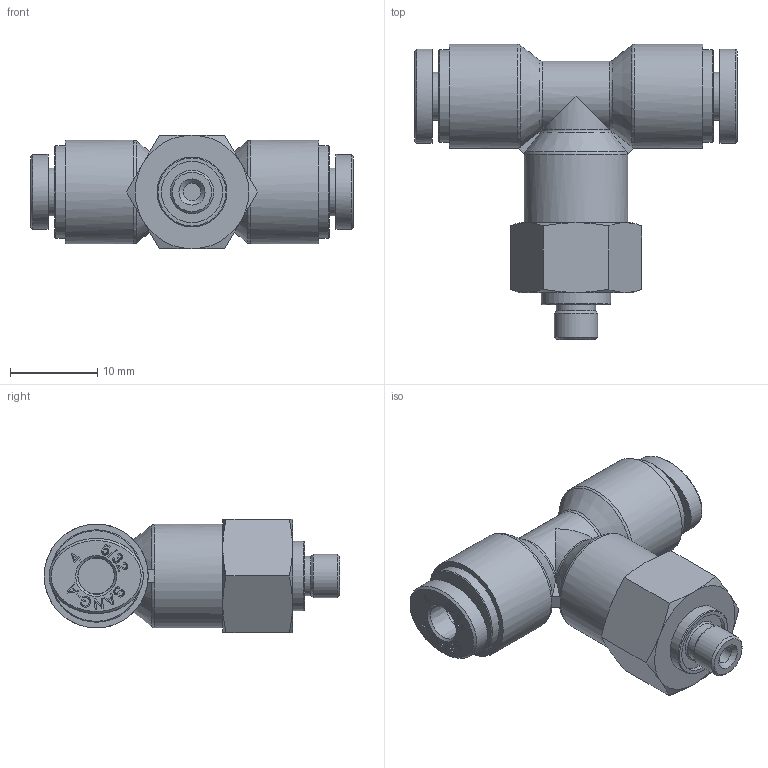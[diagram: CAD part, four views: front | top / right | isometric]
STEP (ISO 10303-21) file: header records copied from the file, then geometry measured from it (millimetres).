
FILE_DESCRIPTION((''),'2;1');
FILE_NAME('HR-PT 04M5.stp','2020-03-19T11:11:29',('user'),(''),'Autodesk Inventor 2013','Autodesk Inventor 2013','');
FILE_SCHEMA(('AUTOMOTIVE_DESIGN { 1 0 10303 214 1 1 1 1 }'));
Length unit declared in the file: millimetre
Products named in the file (6): 조립품2; HR-PUT 04 BODY; HR-COLLAR 04; HR-Collar 04L(SUS); HR-SLEEVE 04; HR-PL BODY 04M5
Assembly tree (6 placements, depth 3):
  조립품2
    HR-PUT 04 BODY
    HR-COLLAR 04  x2
      HR-Collar 04L(SUS)
      HR-SLEEVE 04
    HR-PL BODY 04M5
Bounding box: 37 x 33.85 x 13 mm (x, y, z)
Volume: 4920.9 mm3; surface area: 3854.5 mm2
Topology: 6 solids, 7 shells, 394 faces, 1025 edges, 680 vertices
Faces by surface type: plane 214, bspline 122, cone 28, cylinder 20, torus 9, sphere 1
Full cylindrical faces by diameter (mm): 2 x1, 4.179 x2, 4.2 x3, 4.5 x1, 5 x1, 5.5 x2, 7 x1, 8 x1, 10.6 x2, 11.9 x3
Entity records: 7407 total; most frequent: CARTESIAN_POINT 2232, ORIENTED_EDGE 1124, DIRECTION 826, EDGE_CURVE 562, VERTEX_POINT 386, VECTOR 318, LINE 318, EDGE_LOOP 282
